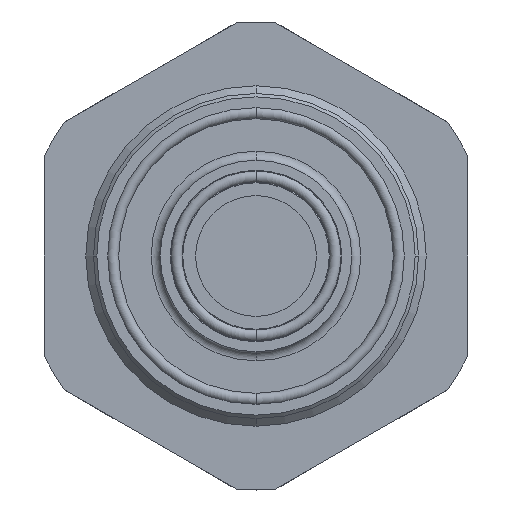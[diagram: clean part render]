
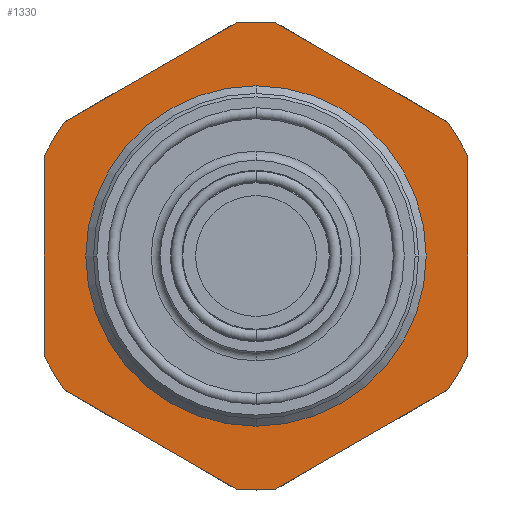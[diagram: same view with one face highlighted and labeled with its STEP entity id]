
A CAD part, front view. The second image highlights one B-rep face of the part: STEP entity #1330.
In plain terms, the highlighted planar face has unit normal (0, -1, 0).
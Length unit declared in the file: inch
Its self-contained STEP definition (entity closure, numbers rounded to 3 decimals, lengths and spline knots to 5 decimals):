
#24=CARTESIAN_POINT('',(0.,0.,0.));
#25=DIRECTION('',(0.,-1.,0.));
#26=DIRECTION('',(0.905,0.,0.424));
#27=AXIS2_PLACEMENT_3D('',#24,#25,#26);
#54=CARTESIAN_POINT('',(0.,0.,0.));
#55=DIRECTION('',(0.,-1.,0.));
#56=DIRECTION('',(0.085,0.,0.996));
#57=AXIS2_PLACEMENT_3D('',#54,#55,#56);
#107=CARTESIAN_POINT('',(0.,0.,0.));
#108=DIRECTION('',(0.,-1.,0.));
#109=DIRECTION('',(-0.82,0.,0.572));
#110=AXIS2_PLACEMENT_3D('',#107,#108,#109);
#169=CARTESIAN_POINT('',(0.,0.,0.));
#170=DIRECTION('',(0.,1.,0.));
#171=DIRECTION('',(-1.,0.,0.));
#172=AXIS2_PLACEMENT_3D('',#169,#170,#171);
#177=CARTESIAN_POINT('',(0.,0.,0.));
#178=DIRECTION('',(0.,1.,0.));
#179=DIRECTION('',(1.,0.,0.));
#180=AXIS2_PLACEMENT_3D('',#177,#178,#179);
#185=DIRECTION('',(0.866,0.,-0.5));
#186=VECTOR('',#185,1.16722);
#187=CARTESIAN_POINT('',(-1.12792,0.,-0.7864));
#188=LINE('',#187,#186);
#192=DIRECTION('',(0.,0.,-1.));
#193=VECTOR('',#192,1.16722);
#194=CARTESIAN_POINT('',(-1.245,0.,0.58361));
#195=LINE('',#194,#193);
#199=DIRECTION('',(-0.866,0.,-0.5));
#200=VECTOR('',#199,1.16722);
#201=CARTESIAN_POINT('',(-0.11708,0.,1.37001));
#202=LINE('',#201,#200);
#206=DIRECTION('',(-0.866,0.,0.5));
#207=VECTOR('',#206,1.16722);
#208=CARTESIAN_POINT('',(1.12792,0.,0.7864));
#209=LINE('',#208,#207);
#213=DIRECTION('',(0.,0.,1.));
#214=VECTOR('',#213,1.16722);
#215=CARTESIAN_POINT('',(1.245,0.,-0.58361));
#216=LINE('',#215,#214);
#220=DIRECTION('',(0.866,0.,0.5));
#221=VECTOR('',#220,1.16722);
#222=CARTESIAN_POINT('',(0.11708,0.,-1.37001));
#223=LINE('',#222,#221);
#837=CARTESIAN_POINT('',(0.,0.,0.));
#838=DIRECTION('',(0.,-1.,0.));
#839=DIRECTION('',(-0.905,0.,-0.424));
#840=AXIS2_PLACEMENT_3D('',#837,#838,#839);
#852=CARTESIAN_POINT('',(0.,0.,0.));
#853=DIRECTION('',(0.,-1.,0.));
#854=DIRECTION('',(-0.085,0.,-0.996));
#855=AXIS2_PLACEMENT_3D('',#852,#853,#854);
#905=CARTESIAN_POINT('',(0.,0.,0.));
#906=DIRECTION('',(0.,-1.,0.));
#907=DIRECTION('',(0.82,0.,-0.572));
#908=AXIS2_PLACEMENT_3D('',#905,#906,#907);
#1043=CARTESIAN_POINT('',(-1.12792,0.,-0.7864));
#1044=CARTESIAN_POINT('',(-0.11708,0.,-1.37001));
#1045=VERTEX_POINT('',#1043);
#1046=VERTEX_POINT('',#1044);
#1047=CARTESIAN_POINT('',(1.245,0.,-0.58361));
#1048=CARTESIAN_POINT('',(1.245,0.,0.58361));
#1049=VERTEX_POINT('',#1047);
#1050=VERTEX_POINT('',#1048);
#1051=CARTESIAN_POINT('',(1.12792,0.,0.7864));
#1052=CARTESIAN_POINT('',(0.11708,0.,1.37001));
#1053=VERTEX_POINT('',#1051);
#1054=VERTEX_POINT('',#1052);
#1055=CARTESIAN_POINT('',(-1.245,0.,0.58361));
#1056=CARTESIAN_POINT('',(-1.245,0.,-0.58361));
#1057=VERTEX_POINT('',#1055);
#1058=VERTEX_POINT('',#1056);
#1067=CARTESIAN_POINT('',(0.11708,0.,-1.37001));
#1068=VERTEX_POINT('',#1067);
#1081=CARTESIAN_POINT('',(-0.97469,0.,0.));
#1082=CARTESIAN_POINT('',(0.97469,0.,0.));
#1083=VERTEX_POINT('',#1081);
#1084=VERTEX_POINT('',#1082);
#1107=CARTESIAN_POINT('',(-0.11708,0.,1.37001));
#1108=VERTEX_POINT('',#1107);
#1112=CARTESIAN_POINT('',(-1.12792,0.,0.7864));
#1114=VERTEX_POINT('',#1112);
#1116=CARTESIAN_POINT('',(1.12792,0.,-0.7864));
#1118=VERTEX_POINT('',#1116);
#1298=CARTESIAN_POINT('',(0.,0.,0.));
#1299=DIRECTION('',(0.,-1.,0.));
#1300=DIRECTION('',(-1.,0.,0.));
#1301=AXIS2_PLACEMENT_3D('',#1298,#1299,#1300);
#1302=PLANE('',#1301);
#1304=ORIENTED_EDGE('',*,*,#1303,.F.);
#1306=ORIENTED_EDGE('',*,*,#1305,.F.);
#1308=ORIENTED_EDGE('',*,*,#1307,.F.);
#1309=ORIENTED_EDGE('',*,*,#1240,.F.);
#1311=ORIENTED_EDGE('',*,*,#1310,.F.);
#1312=ORIENTED_EDGE('',*,*,#1218,.F.);
#1313=ORIENTED_EDGE('',*,*,#1293,.F.);
#1314=ORIENTED_EDGE('',*,*,#1202,.F.);
#1315=ORIENTED_EDGE('',*,*,#1255,.F.);
#1317=ORIENTED_EDGE('',*,*,#1316,.F.);
#1319=ORIENTED_EDGE('',*,*,#1318,.F.);
#1321=ORIENTED_EDGE('',*,*,#1320,.F.);
#1322=EDGE_LOOP('',(#1304,#1306,#1308,#1309,#1311,#1312,#1313,#1314,#1315,#1317,
#1319,#1321));
#1323=FACE_OUTER_BOUND('',#1322,.F.);
#1325=ORIENTED_EDGE('',*,*,#1324,.F.);
#1327=ORIENTED_EDGE('',*,*,#1326,.F.);
#1328=EDGE_LOOP('',(#1325,#1327));
#1329=FACE_BOUND('',#1328,.F.);
#28=CIRCLE('',#27,1.375);
#58=CIRCLE('',#57,1.375);
#111=CIRCLE('',#110,1.375);
#173=CIRCLE('',#172,0.97469);
#181=CIRCLE('',#180,0.97469);
#841=CIRCLE('',#840,1.375);
#856=CIRCLE('',#855,1.375);
#909=CIRCLE('',#908,1.375);
#1202=EDGE_CURVE('',#1050,#1053,#28,.T.);
#1218=EDGE_CURVE('',#1054,#1108,#58,.T.);
#1240=EDGE_CURVE('',#1114,#1057,#111,.T.);
#1255=EDGE_CURVE('',#1049,#1050,#216,.T.);
#1293=EDGE_CURVE('',#1053,#1054,#209,.T.);
#1303=EDGE_CURVE('',#1045,#1046,#188,.T.);
#1305=EDGE_CURVE('',#1058,#1045,#841,.T.);
#1307=EDGE_CURVE('',#1057,#1058,#195,.T.);
#1310=EDGE_CURVE('',#1108,#1114,#202,.T.);
#1316=EDGE_CURVE('',#1118,#1049,#909,.T.);
#1318=EDGE_CURVE('',#1068,#1118,#223,.T.);
#1320=EDGE_CURVE('',#1046,#1068,#856,.T.);
#1324=EDGE_CURVE('',#1083,#1084,#173,.T.);
#1326=EDGE_CURVE('',#1084,#1083,#181,.T.);
#1330=ADVANCED_FACE('',(#1323,#1329),#1302,.T.);
